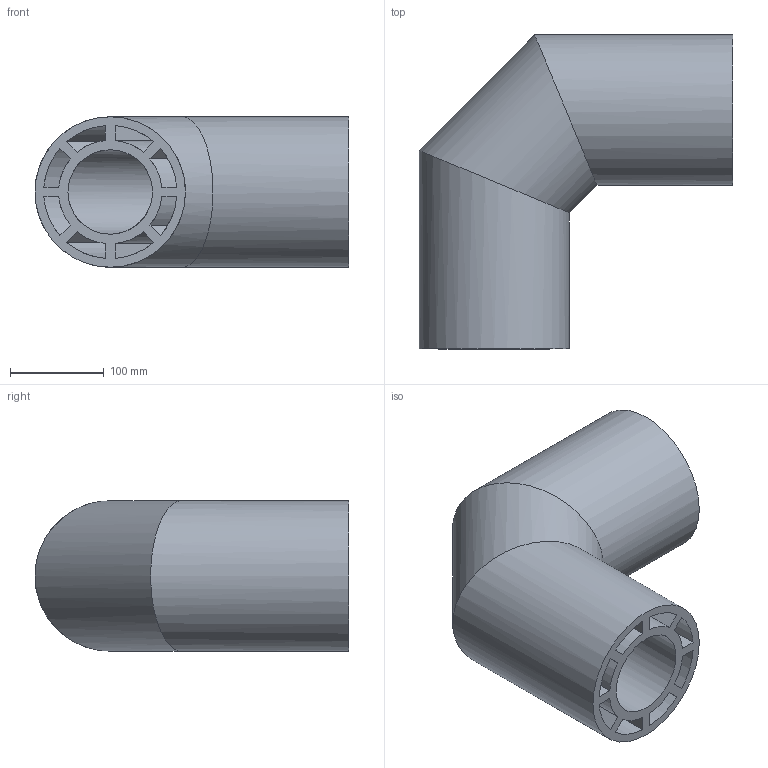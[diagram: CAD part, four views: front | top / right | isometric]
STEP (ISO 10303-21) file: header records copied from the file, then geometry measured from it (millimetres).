
FILE_DESCRIPTION (( 'STEP AP203' ), '1' );
FILE_NAME ('--7868532.STEP', '2016-06-21T14:53:22', ( '' ), ( '' ), 'SwSTEP 2.0', 'SolidWorks 2015', '' );
FILE_SCHEMA (( 'CONFIG_CONTROL_DESIGN' ));
Length unit declared in the file: inch
Products named in the file (1): --7868532
Bounding box: 334.01 x 334.01 x 160.02 mm (x, y, z)
Volume: 4066594.8 mm3; surface area: 790478.8 mm2
Topology: 1 solids, 1 shells, 96 faces, 236 edges, 142 vertices
Faces by surface type: cylinder 54, plane 42
Full cylindrical faces by diameter (mm): 89.916 x3, 160.02 x3
Entity records: 2791 total; most frequent: CARTESIAN_POINT 577, ORIENTED_EDGE 448, DIRECTION 418, EDGE_CURVE 224, VECTOR 152, LINE 152, VERTEX_POINT 136, AXIS2_PLACEMENT_3D 133
